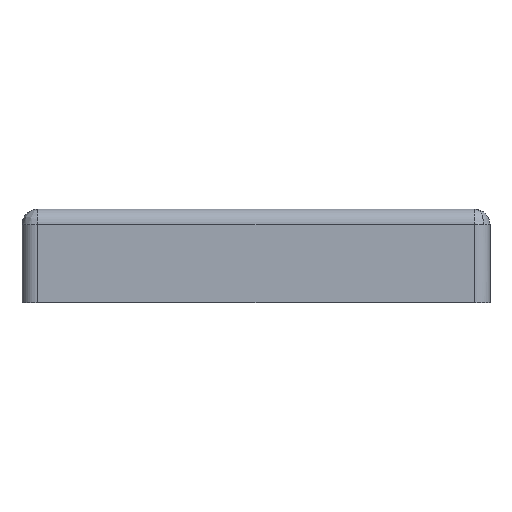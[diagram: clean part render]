
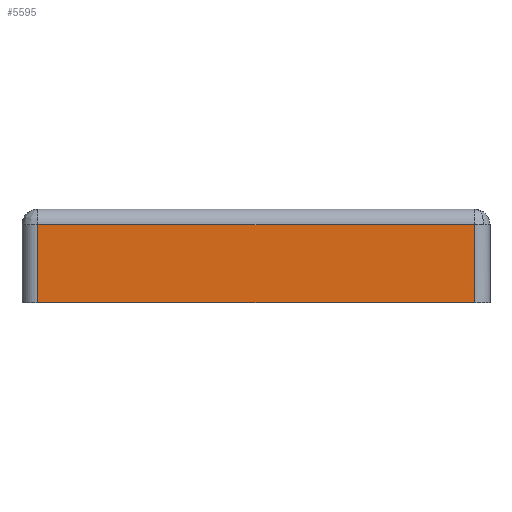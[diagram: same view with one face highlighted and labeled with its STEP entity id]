
A CAD part, front view. The second image highlights one B-rep face of the part: STEP entity #5595.
In plain terms, the highlighted planar face has unit normal (0, -1, 0).
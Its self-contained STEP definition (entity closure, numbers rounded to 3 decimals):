
#294 = ORIENTED_EDGE ( 'NONE', *, *, #3222, .F. ) ;
#758 = VECTOR ( 'NONE', #8182, 1000. ) ;
#790 = CARTESIAN_POINT ( 'NONE',  ( -28., -30., 0. ) ) ;
#1206 = DIRECTION ( 'NONE',  ( 1., 0., 0. ) ) ;
#1717 = CARTESIAN_POINT ( 'NONE',  ( 28., -30., 10. ) ) ;
#1780 = CARTESIAN_POINT ( 'NONE',  ( 28., -30., 12. ) ) ;
#1785 = CARTESIAN_POINT ( 'NONE',  ( -28., -30., 10. ) ) ;
#1865 = VERTEX_POINT ( 'NONE', #2088 ) ;
#1992 = AXIS2_PLACEMENT_3D ( 'NONE', #7820, #3566, #8523 ) ;
#2069 = LINE ( 'NONE', #7089, #3754 ) ;
#2088 = CARTESIAN_POINT ( 'NONE',  ( 28., -30., 0. ) ) ;
#2371 = ORIENTED_EDGE ( 'NONE', *, *, #8301, .F. ) ;
#2374 = VERTEX_POINT ( 'NONE', #790 ) ;
#2421 = VECTOR ( 'NONE', #1206, 1000. ) ;
#2475 = VECTOR ( 'NONE', #8765, 1000. ) ;
#2501 = ORIENTED_EDGE ( 'NONE', *, *, #8773, .F. ) ;
#2666 = LINE ( 'NONE', #1780, #758 ) ;
#3222 = EDGE_CURVE ( 'NONE', #1865, #2374, #2069, .T. ) ;
#3566 = DIRECTION ( 'NONE',  ( 0., 1., 0. ) ) ;
#3754 = VECTOR ( 'NONE', #7792, 1000. ) ;
#3855 = CARTESIAN_POINT ( 'NONE',  ( -28., -30., 12. ) ) ;
#4306 = LINE ( 'NONE', #7600, #2421 ) ;
#4340 = EDGE_CURVE ( 'NONE', #8312, #8665, #4306, .T. ) ;
#4773 = EDGE_LOOP ( 'NONE', ( #7322, #2371, #294, #2501 ) ) ;
#5595 = ADVANCED_FACE ( 'NONE', ( #5652 ), #8492, .F. ) ;
#5652 = FACE_OUTER_BOUND ( 'NONE', #4773, .T. ) ;
#7089 = CARTESIAN_POINT ( 'NONE',  ( -30., -30., 0. ) ) ;
#7254 = LINE ( 'NONE', #3855, #2475 ) ;
#7322 = ORIENTED_EDGE ( 'NONE', *, *, #4340, .F. ) ;
#7600 = CARTESIAN_POINT ( 'NONE',  ( 30., -30., 10. ) ) ;
#7792 = DIRECTION ( 'NONE',  ( -1., 0., 0. ) ) ;
#7820 = CARTESIAN_POINT ( 'NONE',  ( -30., -30., 12. ) ) ;
#8182 = DIRECTION ( 'NONE',  ( 0., 0., -1. ) ) ;
#8301 = EDGE_CURVE ( 'NONE', #2374, #8312, #7254, .T. ) ;
#8312 = VERTEX_POINT ( 'NONE', #1785 ) ;
#8492 = PLANE ( 'NONE',  #1992 ) ;
#8523 = DIRECTION ( 'NONE',  ( 0., 0., 1. ) ) ;
#8665 = VERTEX_POINT ( 'NONE', #1717 ) ;
#8765 = DIRECTION ( 'NONE',  ( 0., 0., 1. ) ) ;
#8773 = EDGE_CURVE ( 'NONE', #8665, #1865, #2666, .T. ) ;
